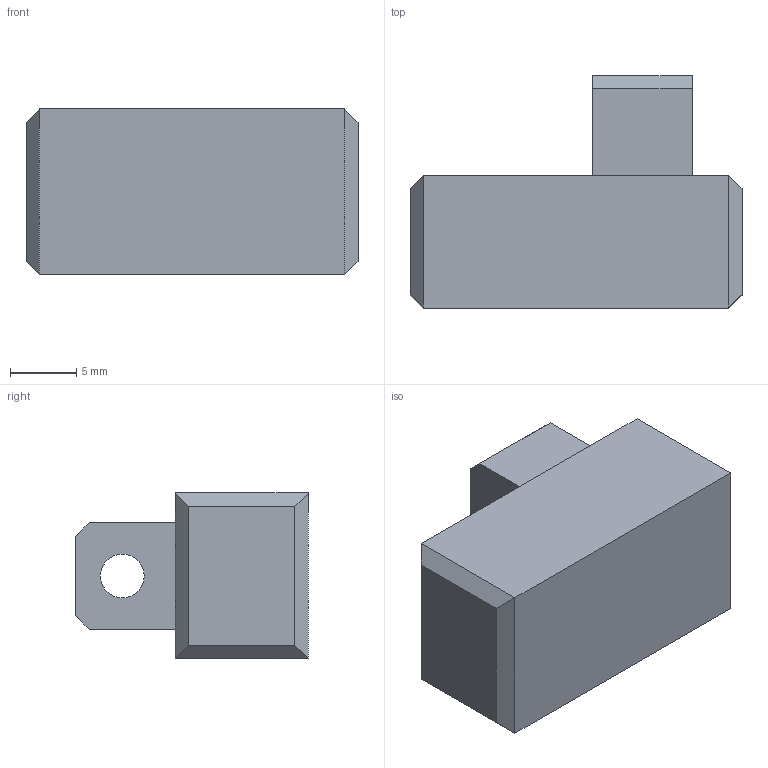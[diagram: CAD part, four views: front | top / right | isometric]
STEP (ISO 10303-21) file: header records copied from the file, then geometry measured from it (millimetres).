
FILE_DESCRIPTION (( 'STEP AP214' ), '1' );
FILE_NAME ('OM-010-020-120_01.STEP', '2024-10-16T11:43:39', ( '' ), ( '' ), 'SwSTEP 2.0', 'SolidWorks 2022', '' );
FILE_SCHEMA (( 'AUTOMOTIVE_DESIGN' ));
Length unit declared in the file: millimetre
Products named in the file (1): OM-010-020-120_01
Bounding box: 25 x 17.5 x 12.5 mm (x, y, z)
Volume: 3192.8 mm3; surface area: 1908.2 mm2
Topology: 1 solids, 1 shells, 43 faces, 98 edges, 55 vertices
Faces by surface type: plane 21, cone 14, cylinder 8
Entity records: 1264 total; most frequent: DIRECTION 204, CARTESIAN_POINT 191, ORIENTED_EDGE 184, EDGE_CURVE 92, LINE 68, AXIS2_PLACEMENT_3D 68, VECTOR 68, VERTEX_POINT 55
